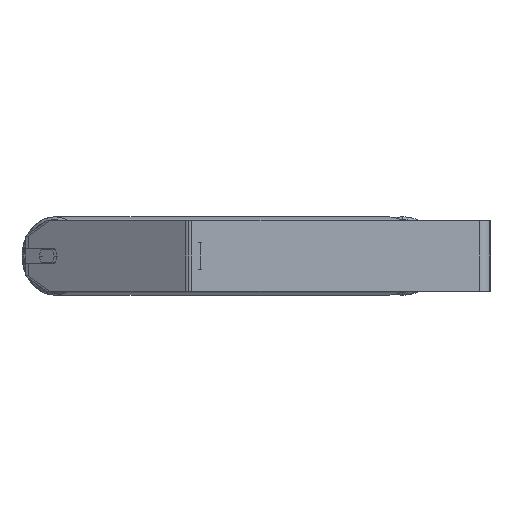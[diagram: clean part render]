
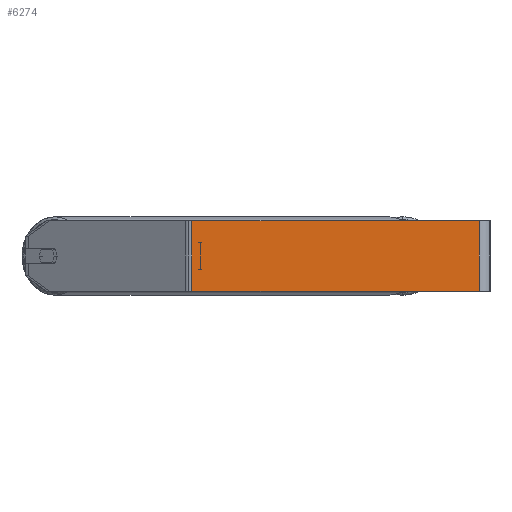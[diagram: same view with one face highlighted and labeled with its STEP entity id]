
A CAD part, left-side view. The second image highlights one B-rep face of the part: STEP entity #6274.
In plain terms, the highlighted planar face has unit normal (-1, 0, 0).
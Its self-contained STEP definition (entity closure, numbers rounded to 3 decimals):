
#4 = EDGE_CURVE ( 'NONE', #4266, #3963, #8304, .T. ) ;
#122 = EDGE_CURVE ( 'NONE', #518, #3963, #1115, .T. ) ;
#395 = VECTOR ( 'NONE', #3231, 1000. ) ;
#518 = VERTEX_POINT ( 'NONE', #6425 ) ;
#550 = CARTESIAN_POINT ( 'NONE',  ( -1045., 342.219, -40. ) ) ;
#661 = CARTESIAN_POINT ( 'NONE',  ( -1045., 12., -40. ) ) ;
#1115 = LINE ( 'NONE', #550, #395 ) ;
#1566 = DIRECTION ( 'NONE',  ( 0., 0., -1. ) ) ;
#1729 = DIRECTION ( 'NONE',  ( 1., 0., 0. ) ) ;
#2227 = CARTESIAN_POINT ( 'NONE',  ( -1045., 12., 40. ) ) ;
#2536 = CARTESIAN_POINT ( 'NONE',  ( -1045., 342.219, 40. ) ) ;
#2625 = CARTESIAN_POINT ( 'NONE',  ( -1045., 338.436, 40. ) ) ;
#3231 = DIRECTION ( 'NONE',  ( 0., -1., 0. ) ) ;
#3284 = DIRECTION ( 'NONE',  ( 0., 0., -1. ) ) ;
#3963 = VERTEX_POINT ( 'NONE', #661 ) ;
#4181 = VECTOR ( 'NONE', #1566, 1000. ) ;
#4266 = VERTEX_POINT ( 'NONE', #2227 ) ;
#4296 = DIRECTION ( 'NONE',  ( 0., 0., -1. ) ) ;
#4489 = CARTESIAN_POINT ( 'NONE',  ( -1045., 338.436, 40. ) ) ;
#4578 = VECTOR ( 'NONE', #3284, 1000. ) ;
#4822 = ORIENTED_EDGE ( 'NONE', *, *, #5596, .T. ) ;
#5102 = PLANE ( 'NONE',  #6995 ) ;
#5243 = DIRECTION ( 'NONE',  ( 0., -1., 0. ) ) ;
#5495 = ORIENTED_EDGE ( 'NONE', *, *, #7196, .F. ) ;
#5596 = EDGE_CURVE ( 'NONE', #7017, #518, #6103, .T. ) ;
#5748 = ORIENTED_EDGE ( 'NONE', *, *, #122, .T. ) ;
#6103 = LINE ( 'NONE', #2625, #4578 ) ;
#6274 = ADVANCED_FACE ( 'NONE', ( #8337 ), #5102, .F. ) ;
#6425 = CARTESIAN_POINT ( 'NONE',  ( -1045., 338.436, -40. ) ) ;
#6649 = ORIENTED_EDGE ( 'NONE', *, *, #4, .F. ) ;
#6995 = AXIS2_PLACEMENT_3D ( 'NONE', #7800, #1729, #4296 ) ;
#7017 = VERTEX_POINT ( 'NONE', #4489 ) ;
#7196 = EDGE_CURVE ( 'NONE', #7017, #4266, #8612, .T. ) ;
#7645 = CARTESIAN_POINT ( 'NONE',  ( -1045., 12., 40. ) ) ;
#7706 = EDGE_LOOP ( 'NONE', ( #5748, #6649, #5495, #4822 ) ) ;
#7800 = CARTESIAN_POINT ( 'NONE',  ( -1045., 342.219, 40. ) ) ;
#7832 = VECTOR ( 'NONE', #5243, 1000. ) ;
#8304 = LINE ( 'NONE', #7645, #4181 ) ;
#8337 = FACE_OUTER_BOUND ( 'NONE', #7706, .T. ) ;
#8612 = LINE ( 'NONE', #2536, #7832 ) ;
